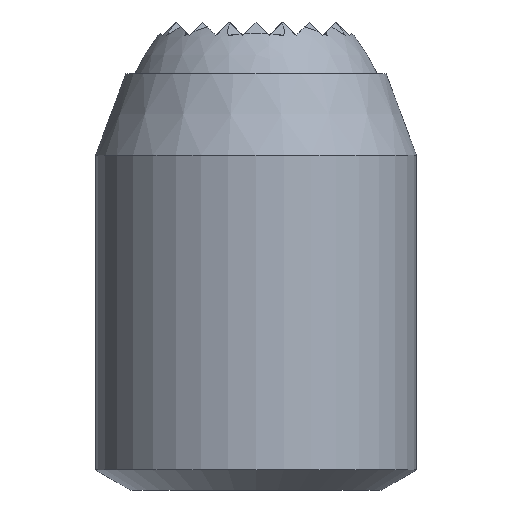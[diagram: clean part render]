
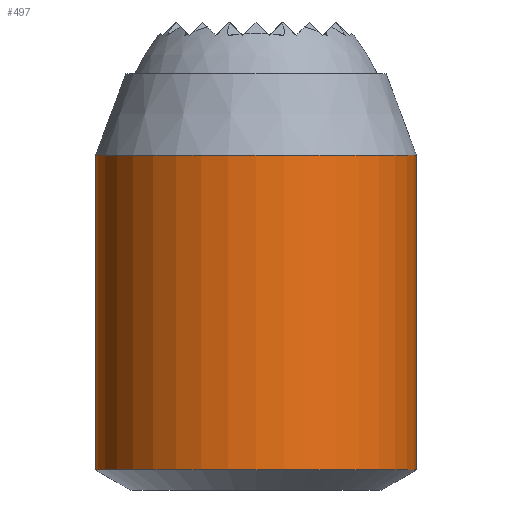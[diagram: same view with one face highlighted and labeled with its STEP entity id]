
A CAD part, front view. The second image highlights one B-rep face of the part: STEP entity #497.
In plain terms, the highlighted cylindrical face has radius 12 mm (diameter 24 mm), a full revolution.
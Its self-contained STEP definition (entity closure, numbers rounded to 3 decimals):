
#497 = ADVANCED_FACE( '', ( #1093, #1094 ), #1095, .T. );
#1093 = FACE_OUTER_BOUND( '', #1788, .T. );
#1094 = FACE_OUTER_BOUND( '', #1789, .T. );
#1095 = CYLINDRICAL_SURFACE( '', #1790, 12. );
#1788 = EDGE_LOOP( '', ( #2991 ) );
#1789 = EDGE_LOOP( '', ( #2992 ) );
#1790 = AXIS2_PLACEMENT_3D( '', #2993, #2994, #2995 );
#2991 = ORIENTED_EDGE( '', *, *, #4258, .T. );
#2992 = ORIENTED_EDGE( '', *, *, #4259, .T. );
#2993 = CARTESIAN_POINT( '', ( 0., 0., 31.14 ) );
#2994 = DIRECTION( '', ( 0., 0., 1. ) );
#2995 = DIRECTION( '', ( -1., 0., 0. ) );
#4258 = EDGE_CURVE( '', #5055, #5055, #5056, .T. );
#4259 = EDGE_CURVE( '', #5057, #5057, #5058, .T. );
#5055 = VERTEX_POINT( '', #6125 );
#5056 = CIRCLE( '', #6126, 12. );
#5057 = VERTEX_POINT( '', #6127 );
#5058 = CIRCLE( '', #6128, 12. );
#6125 = CARTESIAN_POINT( '', ( 12., 0., 1.5 ) );
#6126 = AXIS2_PLACEMENT_3D( '', #6830, #6831, #6832 );
#6127 = CARTESIAN_POINT( '', ( -12., 0., 25.026 ) );
#6128 = AXIS2_PLACEMENT_3D( '', #6833, #6834, #6835 );
#6830 = CARTESIAN_POINT( '', ( 0., 0., 1.5 ) );
#6831 = DIRECTION( '', ( 0., 0., 1. ) );
#6832 = DIRECTION( '', ( 1., 0., 0. ) );
#6833 = CARTESIAN_POINT( '', ( 0., 0., 25.026 ) );
#6834 = DIRECTION( '', ( 0., 0., -1. ) );
#6835 = DIRECTION( '', ( -1., 0., 0. ) );
